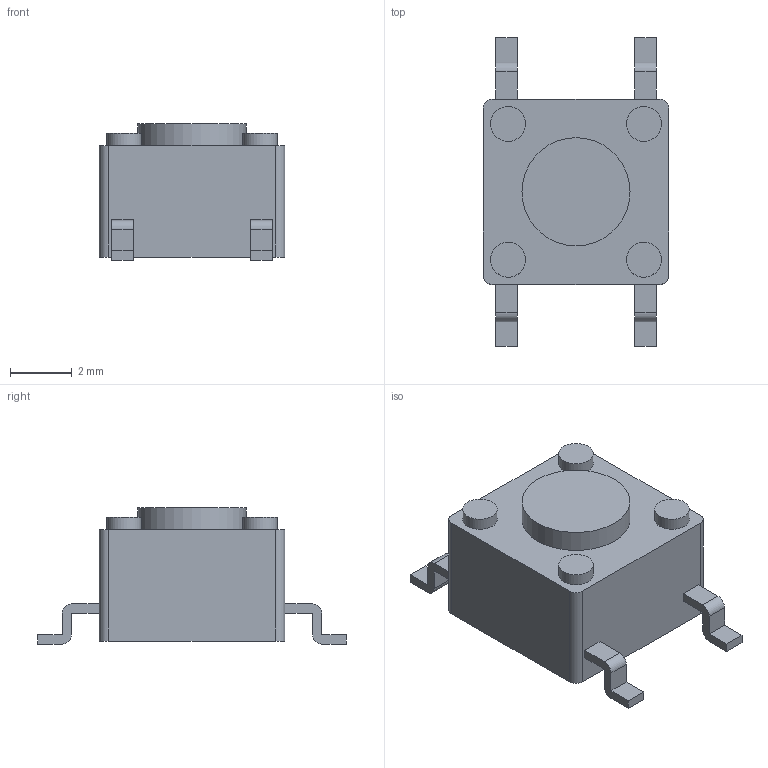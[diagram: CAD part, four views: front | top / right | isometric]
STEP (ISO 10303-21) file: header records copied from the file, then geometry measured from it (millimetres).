
FILE_DESCRIPTION(/* description */ (''),/* implementation_level */ '2;1');
FILE_NAME(/* name */ 'c-1977223-6-b-3d.step',/* time_stamp */ '2023-01-09T11:26:45+11:00',/* author */ (''),/* organization */ (''),/* preprocessor_version */ 'ST-DEVELOPER v19.2',/* originating_system */ 'Autodesk Translation Framework v11.17.0.187',/* authorisation */ '');
FILE_SCHEMA (('AUTOMOTIVE_DESIGN { 1 0 10303 214 3 1 1 }'));
Length unit declared in the file: millimetre
Products named in the file (1): (Unsaved)
Bounding box: 6 x 10 x 4.41 mm (x, y, z)
Volume: 140.2 mm3; surface area: 192.8 mm2
Topology: 1 solids, 1 shells, 64 faces, 159 edges, 106 vertices
Faces by surface type: plane 47, cylinder 17
Full cylindrical faces by diameter (mm): 1.13 x4, 3.5 x1
Entity records: 1962 total; most frequent: CARTESIAN_POINT 330, DIRECTION 323, ORIENTED_EDGE 318, EDGE_CURVE 159, LINE 125, VECTOR 125, VERTEX_POINT 106, AXIS2_PLACEMENT_3D 99
